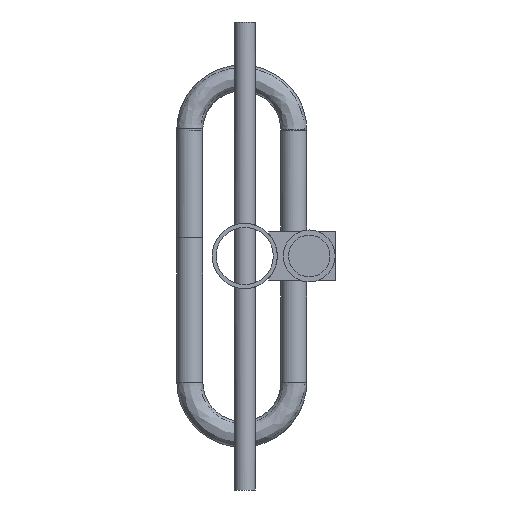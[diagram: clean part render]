
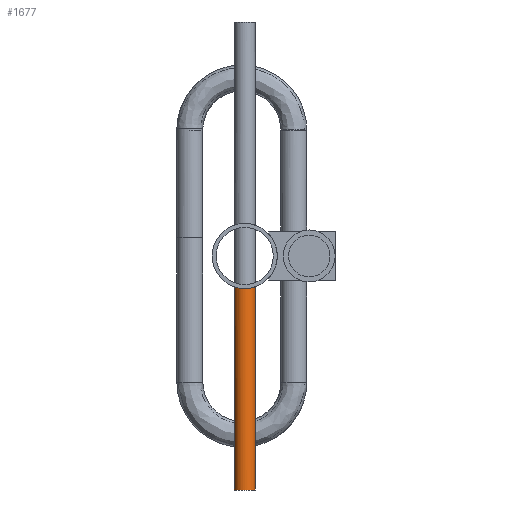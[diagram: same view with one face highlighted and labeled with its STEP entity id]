
A CAD part, front view. The second image highlights one B-rep face of the part: STEP entity #1677.
In plain terms, the highlighted cylindrical face has radius 4 mm (diameter 8 mm), a partial arc.
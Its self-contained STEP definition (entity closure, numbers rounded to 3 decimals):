
#127 = B_SPLINE_CURVE_WITH_KNOTS ( 'NONE', 3,
 ( #825, #3954, #3910, #1548, #6407, #3313, #5889, #6965, #393, #5719, #2832, #3996, #4640, #5846, #2670, #7089, #5764, #7724 ),
 .UNSPECIFIED., .F., .F.,
 ( 4, 2, 2, 2, 2, 2, 2, 2, 4 ),
 ( 0.006, 0.007, 0.008, 0.009, 0.009, 0.01, 0.011, 0.012, 0.013 ),
 .UNSPECIFIED. ) ;
#132 = CARTESIAN_POINT ( 'NONE',  ( 0., -178.5, -90. ) ) ;
#216 = EDGE_CURVE ( 'NONE', #7206, #1151, #5157, .T. ) ;
#296 = CARTESIAN_POINT ( 'NONE',  ( 4., -178.5, -90. ) ) ;
#345 = CARTESIAN_POINT ( 'NONE',  ( -2.006, -181.97, -12.34 ) ) ;
#387 = CARTESIAN_POINT ( 'NONE',  ( -1.295, -182.293, -12.435 ) ) ;
#393 = CARTESIAN_POINT ( 'NONE',  ( 2.647, -181.511, -12.218 ) ) ;
#745 = CARTESIAN_POINT ( 'NONE',  ( 4., -178.5, 90. ) ) ;
#795 = DIRECTION ( 'NONE',  ( 0., 0., -1. ) ) ;
#811 = VECTOR ( 'NONE', #4168, 1000. ) ;
#825 = CARTESIAN_POINT ( 'NONE',  ( 0., -182.5, -12.5 ) ) ;
#849 = EDGE_CURVE ( 'NONE', #7721, #1151, #2543, .T. ) ;
#905 = CARTESIAN_POINT ( 'NONE',  ( -3.793, -179.796, -11.911 ) ) ;
#948 = CARTESIAN_POINT ( 'NONE',  ( -3.592, -180.28, -11.973 ) ) ;
#1151 = VERTEX_POINT ( 'NONE', #296 ) ;
#1548 = CARTESIAN_POINT ( 'NONE',  ( 1.044, -182.37, -12.459 ) ) ;
#1677 = ADVANCED_FACE ( 'NONE', ( #6809 ), #4932, .T. ) ;
#1695 = AXIS2_PLACEMENT_3D ( 'NONE', #132, #2574, #5026 ) ;
#1853 = VECTOR ( 'NONE', #3189, 1000. ) ;
#2106 = CARTESIAN_POINT ( 'NONE',  ( -4., -178.5, -11.843 ) ) ;
#2166 = CARTESIAN_POINT ( 'NONE',  ( 4., -178.5, -11.843 ) ) ;
#2543 = LINE ( 'NONE', #745, #1853 ) ;
#2574 = DIRECTION ( 'NONE',  ( 0., 0., 1. ) ) ;
#2670 = CARTESIAN_POINT ( 'NONE',  ( 3.87, -179.545, -11.886 ) ) ;
#2785 = CARTESIAN_POINT ( 'NONE',  ( -1.776, -182.093, -12.375 ) ) ;
#2825 = CARTESIAN_POINT ( 'NONE',  ( -3.469, -180.509, -12.01 ) ) ;
#2832 = CARTESIAN_POINT ( 'NONE',  ( 3.179, -180.942, -12.09 ) ) ;
#3189 = DIRECTION ( 'NONE',  ( 0., 0., -1. ) ) ;
#3313 = CARTESIAN_POINT ( 'NONE',  ( 1.781, -182.091, -12.375 ) ) ;
#3344 = CARTESIAN_POINT ( 'NONE',  ( -3.011, -181.146, -12.134 ) ) ;
#3385 = CARTESIAN_POINT ( 'NONE',  ( -2.644, -181.513, -12.219 ) ) ;
#3428 = CARTESIAN_POINT ( 'NONE',  ( -3.871, -179.541, -11.886 ) ) ;
#3910 = CARTESIAN_POINT ( 'NONE',  ( 0.53, -182.473, -12.491 ) ) ;
#3954 = CARTESIAN_POINT ( 'NONE',  ( 0.263, -182.5, -12.5 ) ) ;
#3996 = CARTESIAN_POINT ( 'NONE',  ( 3.468, -180.51, -12.01 ) ) ;
#4001 = CARTESIAN_POINT ( 'NONE',  ( 0., -182.5, -12.5 ) ) ;
#4030 = ORIENTED_EDGE ( 'NONE', *, *, #5810, .F. ) ;
#4168 = DIRECTION ( 'NONE',  ( 0., 0., -1. ) ) ;
#4221 = CARTESIAN_POINT ( 'NONE',  ( -0.263, -182.5, -12.5 ) ) ;
#4505 = CARTESIAN_POINT ( 'NONE',  ( -3.178, -180.943, -12.09 ) ) ;
#4640 = CARTESIAN_POINT ( 'NONE',  ( 3.594, -180.276, -11.973 ) ) ;
#4698 = VERTEX_POINT ( 'NONE', #2106 ) ;
#4725 = ORIENTED_EDGE ( 'NONE', *, *, #7914, .F. ) ;
#4738 = CARTESIAN_POINT ( 'NONE',  ( -4., -178.5, 90. ) ) ;
#4932 = CYLINDRICAL_SURFACE ( 'NONE', #6755, 4. ) ;
#5026 = DIRECTION ( 'NONE',  ( -1., 0., 0. ) ) ;
#5157 = CIRCLE ( 'NONE', #1695, 4. ) ;
#5280 = CARTESIAN_POINT ( 'NONE',  ( -1.041, -182.371, -12.459 ) ) ;
#5316 = CARTESIAN_POINT ( 'NONE',  ( -3.974, -179.028, -11.852 ) ) ;
#5473 = B_SPLINE_CURVE_WITH_KNOTS ( 'NONE', 3,
 ( #7081, #6400, #5316, #3428, #905, #948, #2825, #4505, #3344, #3385, #5839, #345, #2785, #387, #5280, #7718, #4221, #7839 ),
 .UNSPECIFIED., .F., .F.,
 ( 4, 2, 2, 2, 2, 2, 2, 2, 4 ),
 ( 0., 0.001, 0.002, 0.002, 0.003, 0.004, 0.005, 0.006, 0.006 ),
 .UNSPECIFIED. ) ;
#5719 = CARTESIAN_POINT ( 'NONE',  ( 3.015, -181.142, -12.132 ) ) ;
#5764 = CARTESIAN_POINT ( 'NONE',  ( 4., -178.762, -11.843 ) ) ;
#5810 = EDGE_CURVE ( 'NONE', #4698, #7330, #5473, .T. ) ;
#5839 = CARTESIAN_POINT ( 'NONE',  ( -2.444, -181.678, -12.261 ) ) ;
#5846 = CARTESIAN_POINT ( 'NONE',  ( 3.794, -179.794, -11.911 ) ) ;
#5847 = ORIENTED_EDGE ( 'NONE', *, *, #849, .F. ) ;
#5889 = CARTESIAN_POINT ( 'NONE',  ( 2.012, -181.967, -12.339 ) ) ;
#6212 = DIRECTION ( 'NONE',  ( -1., 0., 0. ) ) ;
#6400 = CARTESIAN_POINT ( 'NONE',  ( -4., -178.766, -11.843 ) ) ;
#6407 = CARTESIAN_POINT ( 'NONE',  ( 1.294, -182.294, -12.435 ) ) ;
#6446 = ORIENTED_EDGE ( 'NONE', *, *, #7713, .T. ) ;
#6755 = AXIS2_PLACEMENT_3D ( 'NONE', #6890, #795, #6212 ) ;
#6809 = FACE_OUTER_BOUND ( 'NONE', #7541, .T. ) ;
#6890 = CARTESIAN_POINT ( 'NONE',  ( 0., -178.5, 90. ) ) ;
#6965 = CARTESIAN_POINT ( 'NONE',  ( 2.443, -181.678, -12.261 ) ) ;
#7081 = CARTESIAN_POINT ( 'NONE',  ( -4., -178.5, -11.843 ) ) ;
#7089 = CARTESIAN_POINT ( 'NONE',  ( 3.974, -179.027, -11.852 ) ) ;
#7206 = VERTEX_POINT ( 'NONE', #7369 ) ;
#7221 = LINE ( 'NONE', #4738, #811 ) ;
#7330 = VERTEX_POINT ( 'NONE', #4001 ) ;
#7369 = CARTESIAN_POINT ( 'NONE',  ( -4., -178.5, -90. ) ) ;
#7541 = EDGE_LOOP ( 'NONE', ( #5847, #4725, #4030, #6446, #7651 ) ) ;
#7651 = ORIENTED_EDGE ( 'NONE', *, *, #216, .T. ) ;
#7713 = EDGE_CURVE ( 'NONE', #4698, #7206, #7221, .T. ) ;
#7718 = CARTESIAN_POINT ( 'NONE',  ( -0.524, -182.474, -12.492 ) ) ;
#7721 = VERTEX_POINT ( 'NONE', #2166 ) ;
#7724 = CARTESIAN_POINT ( 'NONE',  ( 4., -178.5, -11.843 ) ) ;
#7839 = CARTESIAN_POINT ( 'NONE',  ( 0., -182.5, -12.5 ) ) ;
#7914 = EDGE_CURVE ( 'NONE', #7330, #7721, #127, .T. ) ;
